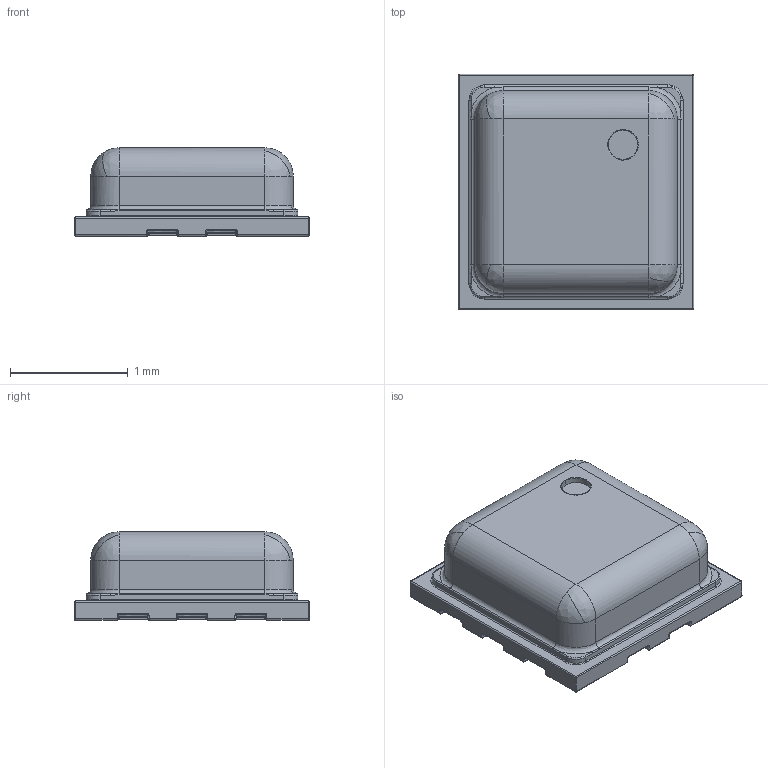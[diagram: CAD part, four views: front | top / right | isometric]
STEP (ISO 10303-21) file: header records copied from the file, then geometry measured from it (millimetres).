
FILE_DESCRIPTION(('FreeCAD Model'),'2;1');
FILE_NAME('Open CASCADE Shape Model','2025-02-18T09:51:05',(''),(''), 'Open CASCADE STEP processor 7.8','FreeCAD','Unknown');
FILE_SCHEMA(('AUTOMOTIVE_DESIGN { 1 0 10303 214 1 1 1 1 }'));
Length unit declared in the file: millimetre
Products named in the file (12): BMP401; BMP390; BMP391; BMP392; BMP393; BMP394; BMP395; BMP396; BMP397; BMP398; BMP399; BMP400
Assembly tree (11 placements, depth 2):
  BMP401
    BMP390
    BMP391
    BMP392
    BMP393
    BMP394
    BMP395
    BMP396
    BMP397
    BMP398
    BMP399
    BMP400
Bounding box: 2 x 2 x 0.75 mm (x, y, z)
Surface area: 12.3 mm2 (no closed solid volume)
Topology: 0 solids, 11 shells, 422 faces, 1005 edges, 493 vertices
Faces by surface type: cylinder 216, bspline 126, plane 80
Entity records: 13690 total; most frequent: CARTESIAN_POINT 5469, ORIENTED_EDGE 1762, DIRECTION 1394, EDGE_CURVE 901, AXIS2_PLACEMENT_3D 494, VERTEX_POINT 493, FACE_BOUND 424, EDGE_LOOP 424
